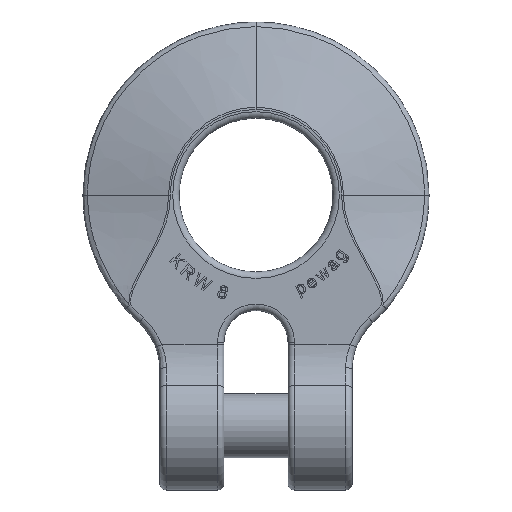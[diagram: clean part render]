
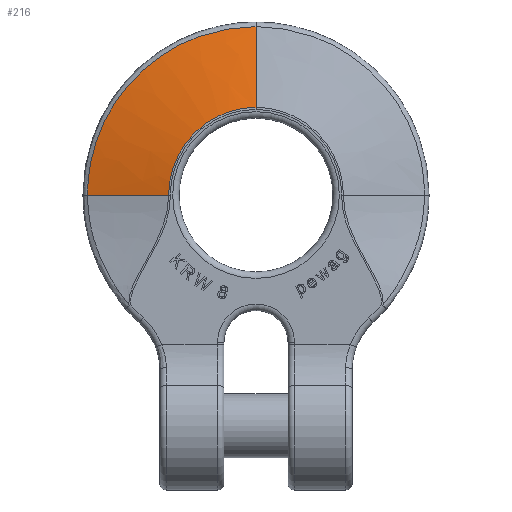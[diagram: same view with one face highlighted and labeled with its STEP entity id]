
A CAD part, top view. The second image highlights one B-rep face of the part: STEP entity #216.
In plain terms, the highlighted free-form (B-spline) face has degree [3, 3] with [7, 4] control points.
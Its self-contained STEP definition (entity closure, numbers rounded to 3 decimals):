
#181=B_SPLINE_SURFACE_WITH_KNOTS('',3,3,((#6283,#6284,#6285,#6286),(#6287,
#6288,#6289,#6290),(#6291,#6292,#6293,#6294),(#6295,#6296,#6297,#6298),(#6299,
#6300,#6301,#6302),(#6303,#6304,#6305,#6306),(#6307,#6308,#6309,#6310)),
.UNSPECIFIED.,.F.,.F.,.F.,(4,1,1,1,4),(4,4),(0.,0.25,0.5,0.75,1.),(0.,1.),
.UNSPECIFIED.);
#216=ADVANCED_FACE('',(#556),#181,.T.);
#556=FACE_OUTER_BOUND('',#936,.T.);
#936=EDGE_LOOP('',(#1784,#1785,#1786,#1787));
#1267=B_SPLINE_CURVE_WITH_KNOTS('',3,(#6253,#6254,#6255,#6256),.UNSPECIFIED.,
.F.,.F.,(4,4),(0.,1.),.UNSPECIFIED.);
#1268=B_SPLINE_CURVE_WITH_KNOTS('',3,(#6259,#6260,#6261,#6262,#6263,#6264,
#6265,#6266),.UNSPECIFIED.,.F.,.F.,(4,2,2,4),(0.,0.5,0.75,1.),.UNSPECIFIED.);
#1269=B_SPLINE_CURVE_WITH_KNOTS('',3,(#6268,#6269,#6270,#6271),.UNSPECIFIED.,
.F.,.F.,(4,4),(0.,1.),.UNSPECIFIED.);
#1270=B_SPLINE_CURVE_WITH_KNOTS('',3,(#6273,#6274,#6275,#6276,#6277,#6278,
#6279,#6280,#6281,#6282),.UNSPECIFIED.,.F.,.F.,(4,2,2,2,4),(0.,0.25,0.5,
0.75,1.),.UNSPECIFIED.);
#1784=ORIENTED_EDGE('',*,*,#3497,.T.);
#1785=ORIENTED_EDGE('',*,*,#3498,.T.);
#1786=ORIENTED_EDGE('',*,*,#3499,.T.);
#1787=ORIENTED_EDGE('',*,*,#3500,.T.);
#3070=VERTEX_POINT('',#6257);
#3071=VERTEX_POINT('',#6258);
#3072=VERTEX_POINT('',#6267);
#3073=VERTEX_POINT('',#6272);
#3497=EDGE_CURVE('',#3070,#3071,#1267,.T.);
#3498=EDGE_CURVE('',#3071,#3072,#1268,.T.);
#3499=EDGE_CURVE('',#3072,#3073,#1269,.T.);
#3500=EDGE_CURVE('',#3073,#3070,#1270,.T.);
#6253=CARTESIAN_POINT('',(-26.284,0.,1.712));
#6254=CARTESIAN_POINT('',(-22.069,0.,2.961));
#6255=CARTESIAN_POINT('',(-17.854,0.,4.21));
#6256=CARTESIAN_POINT('',(-13.639,0.,5.459));
#6257=CARTESIAN_POINT('',(-26.284,0.,1.712));
#6258=CARTESIAN_POINT('',(-13.639,0.,5.459));
#6259=CARTESIAN_POINT('',(-13.639,0.,5.459));
#6260=CARTESIAN_POINT('',(-13.639,3.55,5.459));
#6261=CARTESIAN_POINT('',(-12.162,7.123,5.459));
#6262=CARTESIAN_POINT('',(-8.393,10.897,5.459));
#6263=CARTESIAN_POINT('',(-6.874,11.913,5.459));
#6264=CARTESIAN_POINT('',(-3.597,13.275,5.459));
#6265=CARTESIAN_POINT('',(-1.775,13.639,5.459));
#6266=CARTESIAN_POINT('',(0.,13.639,5.459));
#6267=CARTESIAN_POINT('',(0.,13.639,5.459));
#6268=CARTESIAN_POINT('',(0.,13.639,5.459));
#6269=CARTESIAN_POINT('',(0.,17.854,4.21));
#6270=CARTESIAN_POINT('',(0.,22.069,2.961));
#6271=CARTESIAN_POINT('',(0.,26.284,1.712));
#6272=CARTESIAN_POINT('',(0.,26.284,1.712));
#6273=CARTESIAN_POINT('',(0.,26.284,1.712));
#6274=CARTESIAN_POINT('',(-3.438,26.284,1.712));
#6275=CARTESIAN_POINT('',(-6.912,25.589,1.712));
#6276=CARTESIAN_POINT('',(-13.238,22.964,1.712));
#6277=CARTESIAN_POINT('',(-16.168,21.004,1.712));
#6278=CARTESIAN_POINT('',(-21.005,16.166,1.712));
#6279=CARTESIAN_POINT('',(-22.964,13.239,1.712));
#6280=CARTESIAN_POINT('',(-25.591,6.908,1.712));
#6281=CARTESIAN_POINT('',(-26.284,3.438,1.712));
#6282=CARTESIAN_POINT('',(-26.284,0.,1.712));
#6283=CARTESIAN_POINT('',(0.,27.,1.5));
#6284=CARTESIAN_POINT('',(0.,22.5,2.833));
#6285=CARTESIAN_POINT('',(0.,18.,4.167));
#6286=CARTESIAN_POINT('',(0.,13.5,5.5));
#6287=CARTESIAN_POINT('',(-3.534,27.,1.5));
#6288=CARTESIAN_POINT('',(-2.945,22.5,2.833));
#6289=CARTESIAN_POINT('',(-2.356,18.,4.167));
#6290=CARTESIAN_POINT('',(-1.767,13.5,5.5));
#6291=CARTESIAN_POINT('',(-10.601,25.594,1.5));
#6292=CARTESIAN_POINT('',(-8.835,21.328,2.833));
#6293=CARTESIAN_POINT('',(-7.068,17.063,4.167));
#6294=CARTESIAN_POINT('',(-5.301,12.797,5.5));
#6295=CARTESIAN_POINT('',(-19.589,19.589,1.5));
#6296=CARTESIAN_POINT('',(-16.324,16.324,2.833));
#6297=CARTESIAN_POINT('',(-13.059,13.059,4.167));
#6298=CARTESIAN_POINT('',(-9.794,9.794,5.5));
#6299=CARTESIAN_POINT('',(-25.594,10.601,1.5));
#6300=CARTESIAN_POINT('',(-21.328,8.834,2.833));
#6301=CARTESIAN_POINT('',(-17.063,7.068,4.167));
#6302=CARTESIAN_POINT('',(-12.797,5.301,5.5));
#6303=CARTESIAN_POINT('',(-27.001,3.534,1.5));
#6304=CARTESIAN_POINT('',(-22.5,2.945,2.833));
#6305=CARTESIAN_POINT('',(-18.,2.356,4.167));
#6306=CARTESIAN_POINT('',(-13.5,1.767,5.5));
#6307=CARTESIAN_POINT('',(-27.,0.,1.5));
#6308=CARTESIAN_POINT('',(-22.5,0.,2.833));
#6309=CARTESIAN_POINT('',(-18.,0.,4.167));
#6310=CARTESIAN_POINT('',(-13.5,0.,5.5));
